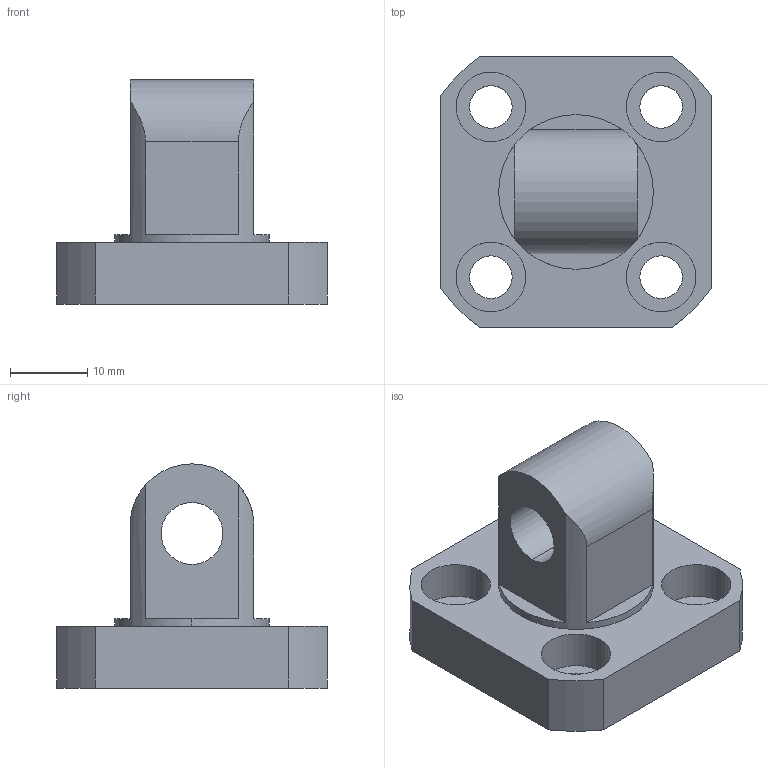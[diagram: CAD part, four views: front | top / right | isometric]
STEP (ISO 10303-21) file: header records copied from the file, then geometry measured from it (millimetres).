
FILE_DESCRIPTION (( 'STEP AP214' ), '1' );
FILE_NAME ('C55-C020.step.step', '2009-07-31T13:05:54', ( 'sysAdmin' ), ( 'SolidWorks' ), 'SwSTEP 2.0', 'SolidWorks 2009', '' );
FILE_SCHEMA (( 'AUTOMOTIVE_DESIGN' ));
Length unit declared in the file: millimetre
Products named in the file (2): C55-C020.step_C55 Clevis_20; C55-C020.step
Assembly tree (1 placements, depth 2):
  C55-C020.step
    C55-C020.step_C55 Clevis_20
Bounding box: 35 x 35 x 29 mm (x, y, z)
Volume: 11968.3 mm3; surface area: 5383.9 mm2
Topology: 1 solids, 1 shells, 43 faces, 108 edges, 72 vertices
Faces by surface type: cylinder 25, plane 18
Entity records: 1442 total; most frequent: CARTESIAN_POINT 275, DIRECTION 252, ORIENTED_EDGE 216, EDGE_CURVE 108, AXIS2_PLACEMENT_3D 101, VERTEX_POINT 72, EDGE_LOOP 58, CIRCLE 54
